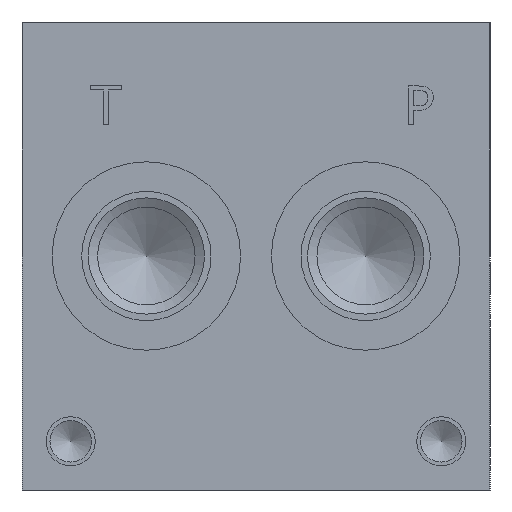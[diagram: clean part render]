
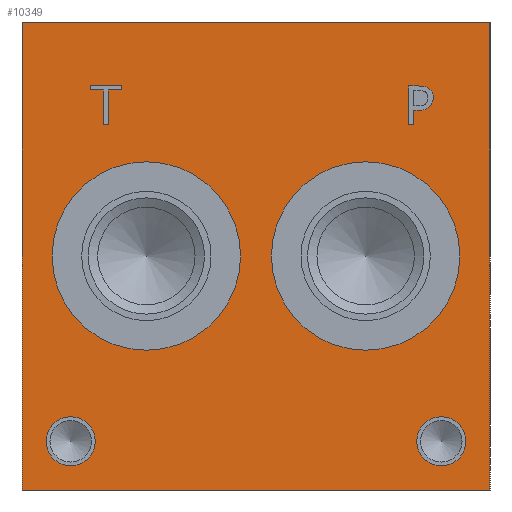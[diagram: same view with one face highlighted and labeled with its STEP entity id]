
A CAD part, left-side view. The second image highlights one B-rep face of the part: STEP entity #10349.
In plain terms, the highlighted planar face has unit normal (-1, 0, 0).
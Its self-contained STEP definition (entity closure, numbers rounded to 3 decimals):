
#122=CIRCLE('',#10942,4.001);
#123=CIRCLE('',#10943,4.001);
#124=CIRCLE('',#10944,15.342);
#125=CIRCLE('',#10945,15.342);
#258=FACE_BOUND('',#1441,.T.);
#259=FACE_BOUND('',#1442,.T.);
#260=FACE_BOUND('',#1443,.T.);
#261=FACE_BOUND('',#1444,.T.);
#262=FACE_BOUND('',#1445,.T.);
#263=FACE_BOUND('',#1446,.T.);
#375=B_SPLINE_CURVE_WITH_KNOTS('',2,(#14079,#14080,#14081,#14082),
 .UNSPECIFIED.,.F.,.F.,(3,1,3),(0.,1.,2.),.UNSPECIFIED.);
#377=B_SPLINE_CURVE_WITH_KNOTS('',2,(#14100,#14101,#14102,#14103),
 .UNSPECIFIED.,.F.,.F.,(3,1,3),(0.,1.,2.),.UNSPECIFIED.);
#379=B_SPLINE_CURVE_WITH_KNOTS('',2,(#14149,#14150,#14151,#14152),
 .UNSPECIFIED.,.F.,.F.,(3,1,3),(0.,1.,2.),.UNSPECIFIED.);
#381=B_SPLINE_CURVE_WITH_KNOTS('',2,(#14167,#14168,#14169,#14170),
 .UNSPECIFIED.,.F.,.F.,(3,1,3),(0.,1.,2.),.UNSPECIFIED.);
#845=FACE_OUTER_BOUND('',#1440,.T.);
#1440=EDGE_LOOP('',(#6860,#6861,#6862,#6863));
#1441=EDGE_LOOP('',(#6864,#6865,#6866,#6867,#6868,#6869,#6870,#6871));
#1442=EDGE_LOOP('',(#6872));
#1443=EDGE_LOOP('',(#6873));
#1444=EDGE_LOOP('',(#6874));
#1445=EDGE_LOOP('',(#6875));
#1446=EDGE_LOOP('',(#6876,#6877,#6878,#6879,#6880,#6881,#6882,#6883,#6884));
#2127=LINE('',#13929,#3167);
#2131=LINE('',#13937,#3171);
#2134=LINE('',#13943,#3174);
#2137=LINE('',#13949,#3177);
#2140=LINE('',#13955,#3180);
#2143=LINE('',#13961,#3183);
#2146=LINE('',#13967,#3186);
#2149=LINE('',#13972,#3189);
#2167=LINE('',#14112,#3207);
#2170=LINE('',#14118,#3210);
#2173=LINE('',#14124,#3213);
#2176=LINE('',#14130,#3216);
#2179=LINE('',#14136,#3219);
#2183=LINE('',#14179,#3223);
#2184=LINE('',#14181,#3224);
#2185=LINE('',#14183,#3225);
#2186=LINE('',#14184,#3226);
#3167=VECTOR('',#11582,10.);
#3171=VECTOR('',#11588,10.);
#3174=VECTOR('',#11593,10.);
#3177=VECTOR('',#11598,10.);
#3180=VECTOR('',#11603,10.);
#3183=VECTOR('',#11608,10.);
#3186=VECTOR('',#11613,10.);
#3189=VECTOR('',#11618,10.);
#3207=VECTOR('',#11646,10.);
#3210=VECTOR('',#11651,10.);
#3213=VECTOR('',#11656,10.);
#3216=VECTOR('',#11661,10.);
#3219=VECTOR('',#11666,10.);
#3223=VECTOR('',#11674,10.);
#3224=VECTOR('',#11675,10.);
#3225=VECTOR('',#11676,10.);
#3226=VECTOR('',#11677,10.);
#4203=VERTEX_POINT('',#13927);
#4204=VERTEX_POINT('',#13928);
#4207=VERTEX_POINT('',#13936);
#4209=VERTEX_POINT('',#13942);
#4211=VERTEX_POINT('',#13948);
#4213=VERTEX_POINT('',#13954);
#4215=VERTEX_POINT('',#13960);
#4217=VERTEX_POINT('',#13966);
#4233=VERTEX_POINT('',#14077);
#4234=VERTEX_POINT('',#14078);
#4237=VERTEX_POINT('',#14099);
#4239=VERTEX_POINT('',#14111);
#4241=VERTEX_POINT('',#14117);
#4243=VERTEX_POINT('',#14123);
#4245=VERTEX_POINT('',#14129);
#4247=VERTEX_POINT('',#14135);
#4249=VERTEX_POINT('',#14148);
#4251=VERTEX_POINT('',#14177);
#4252=VERTEX_POINT('',#14178);
#4253=VERTEX_POINT('',#14180);
#4254=VERTEX_POINT('',#14182);
#4255=VERTEX_POINT('',#14185);
#4256=VERTEX_POINT('',#14187);
#4257=VERTEX_POINT('',#14189);
#4258=VERTEX_POINT('',#14191);
#5209=EDGE_CURVE('',#4203,#4204,#2127,.T.);
#5213=EDGE_CURVE('',#4207,#4203,#2131,.T.);
#5216=EDGE_CURVE('',#4209,#4207,#2134,.T.);
#5219=EDGE_CURVE('',#4211,#4209,#2137,.T.);
#5222=EDGE_CURVE('',#4213,#4211,#2140,.T.);
#5225=EDGE_CURVE('',#4215,#4213,#2143,.T.);
#5228=EDGE_CURVE('',#4217,#4215,#2146,.T.);
#5231=EDGE_CURVE('',#4204,#4217,#2149,.T.);
#5254=EDGE_CURVE('',#4233,#4234,#375,.T.);
#5258=EDGE_CURVE('',#4237,#4233,#377,.T.);
#5261=EDGE_CURVE('',#4239,#4237,#2167,.T.);
#5264=EDGE_CURVE('',#4241,#4239,#2170,.T.);
#5267=EDGE_CURVE('',#4243,#4241,#2173,.T.);
#5270=EDGE_CURVE('',#4245,#4243,#2176,.T.);
#5273=EDGE_CURVE('',#4247,#4245,#2179,.T.);
#5276=EDGE_CURVE('',#4249,#4247,#379,.T.);
#5279=EDGE_CURVE('',#4234,#4249,#381,.T.);
#5281=EDGE_CURVE('',#4251,#4252,#2183,.T.);
#5282=EDGE_CURVE('',#4252,#4253,#2184,.T.);
#5283=EDGE_CURVE('',#4254,#4253,#2185,.T.);
#5284=EDGE_CURVE('',#4251,#4254,#2186,.T.);
#5285=EDGE_CURVE('',#4255,#4255,#122,.T.);
#5286=EDGE_CURVE('',#4256,#4256,#123,.T.);
#5287=EDGE_CURVE('',#4257,#4257,#124,.T.);
#5288=EDGE_CURVE('',#4258,#4258,#125,.T.);
#6860=ORIENTED_EDGE('',*,*,#5281,.T.);
#6861=ORIENTED_EDGE('',*,*,#5282,.T.);
#6862=ORIENTED_EDGE('',*,*,#5283,.F.);
#6863=ORIENTED_EDGE('',*,*,#5284,.F.);
#6864=ORIENTED_EDGE('',*,*,#5209,.T.);
#6865=ORIENTED_EDGE('',*,*,#5231,.T.);
#6866=ORIENTED_EDGE('',*,*,#5228,.T.);
#6867=ORIENTED_EDGE('',*,*,#5225,.T.);
#6868=ORIENTED_EDGE('',*,*,#5222,.T.);
#6869=ORIENTED_EDGE('',*,*,#5219,.T.);
#6870=ORIENTED_EDGE('',*,*,#5216,.T.);
#6871=ORIENTED_EDGE('',*,*,#5213,.T.);
#6872=ORIENTED_EDGE('',*,*,#5285,.T.);
#6873=ORIENTED_EDGE('',*,*,#5286,.T.);
#6874=ORIENTED_EDGE('',*,*,#5287,.T.);
#6875=ORIENTED_EDGE('',*,*,#5288,.T.);
#6876=ORIENTED_EDGE('',*,*,#5254,.T.);
#6877=ORIENTED_EDGE('',*,*,#5279,.T.);
#6878=ORIENTED_EDGE('',*,*,#5276,.T.);
#6879=ORIENTED_EDGE('',*,*,#5273,.T.);
#6880=ORIENTED_EDGE('',*,*,#5270,.T.);
#6881=ORIENTED_EDGE('',*,*,#5267,.T.);
#6882=ORIENTED_EDGE('',*,*,#5264,.T.);
#6883=ORIENTED_EDGE('',*,*,#5261,.T.);
#6884=ORIENTED_EDGE('',*,*,#5258,.T.);
#9564=PLANE('',#10941);
#10349=ADVANCED_FACE('',(#845,#258,#259,#260,#261,#262,#263),#9564,.T.);
#10941=AXIS2_PLACEMENT_3D('',#14176,#11672,#11673);
#10942=AXIS2_PLACEMENT_3D('',#14186,#11678,#11679);
#10943=AXIS2_PLACEMENT_3D('',#14188,#11680,#11681);
#10944=AXIS2_PLACEMENT_3D('',#14190,#11682,#11683);
#10945=AXIS2_PLACEMENT_3D('',#14192,#11684,#11685);
#11582=DIRECTION('',(0.,1.,0.));
#11588=DIRECTION('',(0.,0.,-1.));
#11593=DIRECTION('',(0.,1.,0.));
#11598=DIRECTION('',(0.,0.,-1.));
#11603=DIRECTION('',(0.,-1.,0.));
#11608=DIRECTION('',(0.,0.,1.));
#11613=DIRECTION('',(0.,1.,0.));
#11618=DIRECTION('',(0.,0.,1.));
#11646=DIRECTION('',(0.,-1.,0.));
#11651=DIRECTION('',(0.,0.,1.));
#11656=DIRECTION('',(0.,1.,0.));
#11661=DIRECTION('',(0.,0.,-1.));
#11666=DIRECTION('',(0.,1.,0.));
#11672=DIRECTION('center_axis',(-1.,0.,0.));
#11673=DIRECTION('ref_axis',(0.,-1.,0.));
#11674=DIRECTION('',(0.,-1.,0.));
#11675=DIRECTION('',(0.,0.,1.));
#11676=DIRECTION('',(0.,-1.,0.));
#11677=DIRECTION('',(0.,0.,1.));
#11678=DIRECTION('center_axis',(1.,0.,0.));
#11679=DIRECTION('ref_axis',(0.,1.,0.));
#11680=DIRECTION('center_axis',(1.,0.,0.));
#11681=DIRECTION('ref_axis',(0.,1.,0.));
#11682=DIRECTION('center_axis',(1.,0.,0.));
#11683=DIRECTION('ref_axis',(0.,0.,1.));
#11684=DIRECTION('center_axis',(1.,0.,0.));
#11685=DIRECTION('ref_axis',(0.,0.,1.));
#13927=CARTESIAN_POINT('',(0.,62.118,59.531));
#13928=CARTESIAN_POINT('',(0.,62.962,59.531));
#13929=CARTESIAN_POINT('',(0.,69.159,59.531));
#13936=CARTESIAN_POINT('',(0.,62.118,65.13));
#13937=CARTESIAN_POINT('',(0.,62.118,32.565));
#13942=CARTESIAN_POINT('',(0.,59.988,65.13));
#13943=CARTESIAN_POINT('',(0.,68.094,65.13));
#13948=CARTESIAN_POINT('',(0.,59.988,65.881));
#13949=CARTESIAN_POINT('',(0.,59.988,32.941));
#13954=CARTESIAN_POINT('',(0.,65.093,65.881));
#13955=CARTESIAN_POINT('',(0.,70.646,65.881));
#13960=CARTESIAN_POINT('',(0.,65.093,65.13));
#13961=CARTESIAN_POINT('',(0.,65.093,32.565));
#13966=CARTESIAN_POINT('',(0.,62.962,65.13));
#13967=CARTESIAN_POINT('',(0.,69.581,65.13));
#13972=CARTESIAN_POINT('',(0.,62.962,29.766));
#14077=CARTESIAN_POINT('',(0.,9.993,65.39));
#14078=CARTESIAN_POINT('',(0.,9.237,63.872));
#14079=CARTESIAN_POINT('Ctrl Pts',(0.,9.993,65.39));
#14080=CARTESIAN_POINT('Ctrl Pts',(0.,9.638,65.148));
#14081=CARTESIAN_POINT('Ctrl Pts',(0.,9.237,64.402));
#14082=CARTESIAN_POINT('Ctrl Pts',(0.,9.237,63.872));
#14099=CARTESIAN_POINT('',(0.,11.655,65.786));
#14100=CARTESIAN_POINT('Ctrl Pts',(0.,11.655,65.786));
#14101=CARTESIAN_POINT('Ctrl Pts',(0.,11.089,65.786));
#14102=CARTESIAN_POINT('Ctrl Pts',(0.,10.297,65.601));
#14103=CARTESIAN_POINT('Ctrl Pts',(0.,9.993,65.39));
#14111=CARTESIAN_POINT('',(0.,13.251,65.786));
#14112=CARTESIAN_POINT('',(0.,44.725,65.786));
#14117=CARTESIAN_POINT('',(0.,13.251,59.436));
#14118=CARTESIAN_POINT('',(0.,13.251,29.718));
#14123=CARTESIAN_POINT('',(0.,12.407,59.436));
#14124=CARTESIAN_POINT('',(0.,44.303,59.436));
#14129=CARTESIAN_POINT('',(0.,12.407,61.803));
#14130=CARTESIAN_POINT('',(0.,12.407,30.902));
#14135=CARTESIAN_POINT('',(0.,11.691,61.803));
#14136=CARTESIAN_POINT('',(0.,43.946,61.803));
#14148=CARTESIAN_POINT('',(0.,9.793,62.462));
#14149=CARTESIAN_POINT('Ctrl Pts',(0.,9.793,62.462));
#14150=CARTESIAN_POINT('Ctrl Pts',(0.,10.122,62.138));
#14151=CARTESIAN_POINT('Ctrl Pts',(0.,11.012,61.803));
#14152=CARTESIAN_POINT('Ctrl Pts',(0.,11.691,61.803));
#14167=CARTESIAN_POINT('Ctrl Pts',(0.,9.237,63.872));
#14168=CARTESIAN_POINT('Ctrl Pts',(0.,9.237,63.46));
#14169=CARTESIAN_POINT('Ctrl Pts',(0.,9.53,62.719));
#14170=CARTESIAN_POINT('Ctrl Pts',(0.,9.793,62.462));
#14176=CARTESIAN_POINT('Origin',(0.,76.2,0.));
#14177=CARTESIAN_POINT('',(0.,76.2,0.));
#14178=CARTESIAN_POINT('',(0.,0.,0.));
#14179=CARTESIAN_POINT('',(0.,76.2,0.));
#14180=CARTESIAN_POINT('',(0.,0.,76.2));
#14181=CARTESIAN_POINT('',(0.,0.,0.));
#14182=CARTESIAN_POINT('',(0.,76.2,76.2));
#14183=CARTESIAN_POINT('',(0.,76.2,76.2));
#14184=CARTESIAN_POINT('',(0.,76.2,0.));
#14185=CARTESIAN_POINT('',(0.,3.924,7.925));
#14186=CARTESIAN_POINT('Origin',(0.,7.925,7.925));
#14187=CARTESIAN_POINT('',(0.,64.275,7.925));
#14188=CARTESIAN_POINT('Origin',(0.,68.275,7.925));
#14189=CARTESIAN_POINT('',(0.,20.244,22.758));
#14190=CARTESIAN_POINT('Origin',(0.,20.244,38.1));
#14191=CARTESIAN_POINT('',(0.,55.956,22.758));
#14192=CARTESIAN_POINT('Origin',(0.,55.956,38.1));
